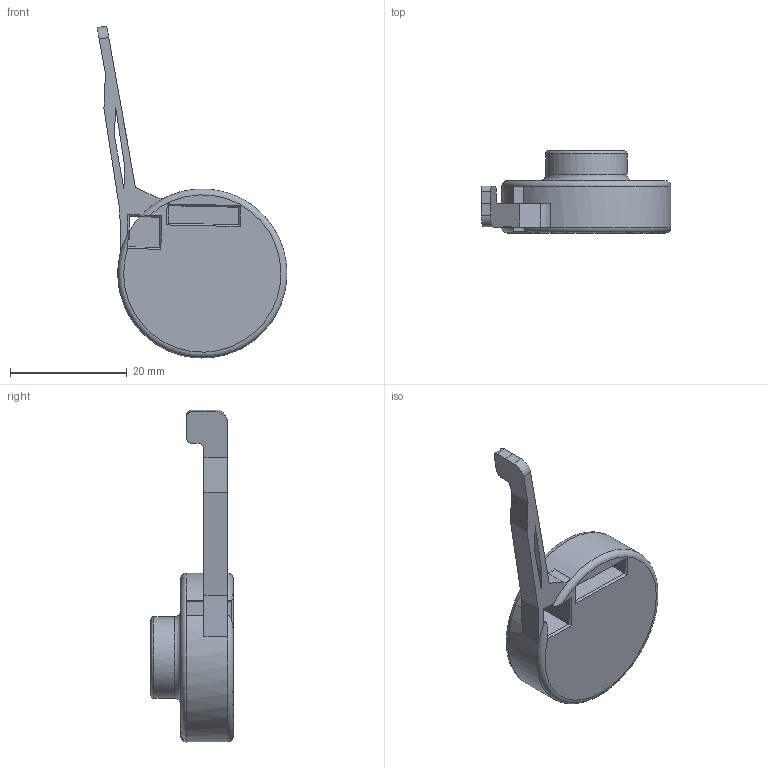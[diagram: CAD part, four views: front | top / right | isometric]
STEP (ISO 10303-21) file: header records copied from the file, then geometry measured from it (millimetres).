
FILE_DESCRIPTION(/* description */ (''),/* implementation_level */ '2;1');
FILE_NAME(/* name */ '8_.stp',/* time_stamp */ '2016-06-02T11:45:38+02:00',/* author */ (''),/* organization */ (''),/* preprocessor_version */ 'ST-DEVELOPER v16.5',/* originating_system */ 'Autodesk Translation Framework v5.0.0.3310',/* authorisation */ '');
FILE_SCHEMA (('AUTOMOTIVE_DESIGN { 1 0 10303 214 3 1 1 }'));
Length unit declared in the file: centimetre
Products named in the file (1): 8_
Bounding box: 32.53 x 14.1 x 56.96 mm (x, y, z)
Volume: 4633.5 mm3; surface area: 4974.4 mm2
Topology: 1 solids, 1 shells, 147 faces, 370 edges, 227 vertices
Faces by surface type: plane 59, cylinder 52, cone 32, torus 4
Full cylindrical faces by diameter (mm): 14 x1
Entity records: 4381 total; most frequent: DIRECTION 809, CARTESIAN_POINT 752, ORIENTED_EDGE 726, EDGE_CURVE 363, AXIS2_PLACEMENT_3D 301, VERTEX_POINT 224, LINE 207, VECTOR 207
